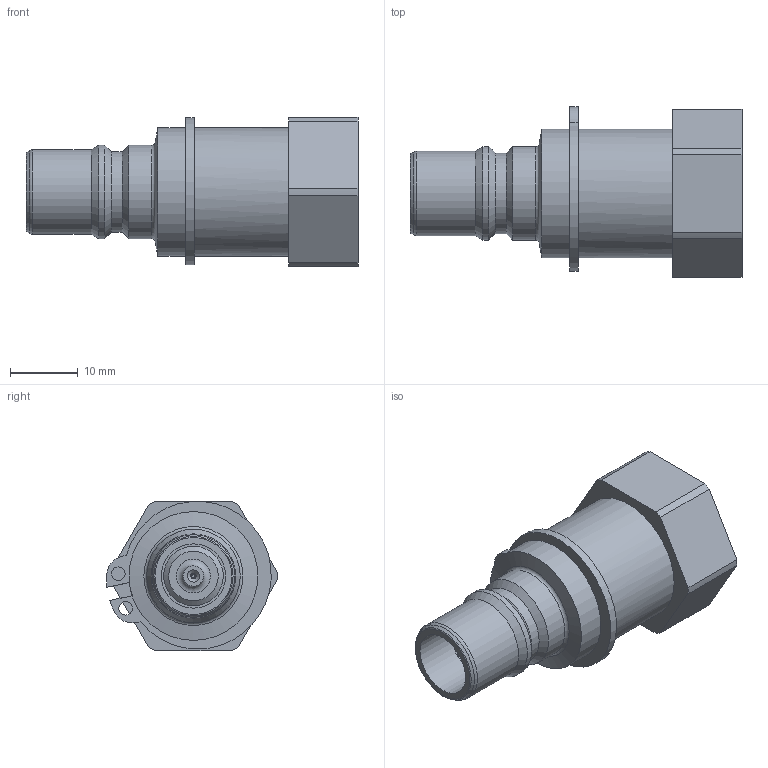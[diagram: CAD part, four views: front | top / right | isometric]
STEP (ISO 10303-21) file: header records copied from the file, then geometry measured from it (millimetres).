
FILE_DESCRIPTION(/* description */ (''),/* implementation_level */ '2;1');
FILE_NAME(/* name */ 'MKWF 38 NIAB.stp',/* time_stamp */ '2023-04-25T10:16:58+02:00',/* author */ ('meier'),/* organization */ (''),/* preprocessor_version */ 'ST-DEVELOPER v18.1',/* originating_system */ 'Autodesk Inventor 2022',/* authorisation */ '0 mm^3');
FILE_SCHEMA (('AUTOMOTIVE_DESIGN { 1 0 10303 214 3 1 1 }'));
Length unit declared in the file: millimetre
Products named in the file (1): LUE_00035105
Bounding box: 49 x 25.22 x 22 mm (x, y, z)
Volume: 8801.2 mm3; surface area: 5102.4 mm2
Topology: 1 solids, 1 shells, 62 faces, 146 edges, 94 vertices
Faces by surface type: plane 25, cylinder 24, cone 9, torus 4
Full cylindrical faces by diameter (mm): 1.8 x1, 2 x2, 3 x1, 8.8 x1, 9.5 x1, 11.85 x1, 12.45 x1, 13.8 x2, 14.6 x1, 14.95 x1, 18 x1, 19 x2
Entity records: 1924 total; most frequent: DIRECTION 346, CARTESIAN_POINT 303, ORIENTED_EDGE 292, EDGE_CURVE 146, AXIS2_PLACEMENT_3D 137, VERTEX_POINT 94, EDGE_LOOP 74, CIRCLE 74
